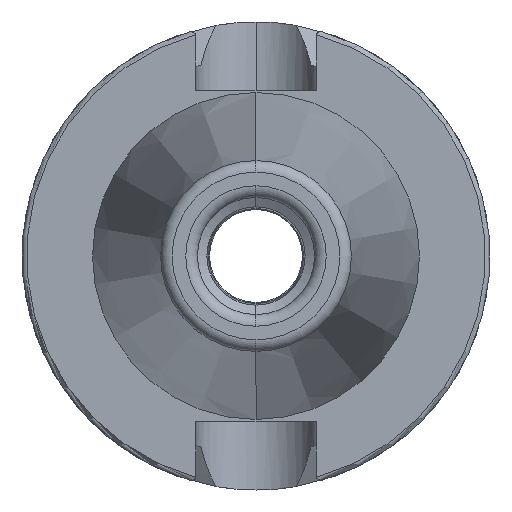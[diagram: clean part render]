
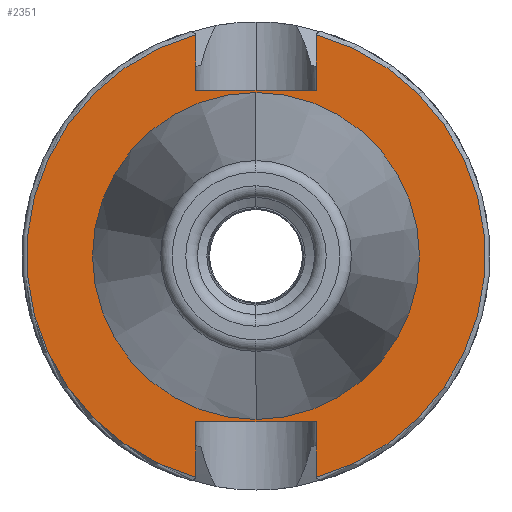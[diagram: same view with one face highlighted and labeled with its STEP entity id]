
A CAD part, left-side view. The second image highlights one B-rep face of the part: STEP entity #2351.
In plain terms, the highlighted planar face has unit normal (-1, 0, 0).
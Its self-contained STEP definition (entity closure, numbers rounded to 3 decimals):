
#20 = DIRECTION ( 'NONE',  ( 0., -1., 0. ) ) ;
#65 = CARTESIAN_POINT ( 'NONE',  ( 3., 0., 0. ) ) ;
#78 = DIRECTION ( 'NONE',  ( 1., 0., 0. ) ) ;
#81 = DIRECTION ( 'NONE',  ( 0., 0., -1. ) ) ;
#107 = CARTESIAN_POINT ( 'NONE',  ( 3., 0., 0. ) ) ;
#110 = DIRECTION ( 'NONE',  ( 1., 0., 0. ) ) ;
#114 = DIRECTION ( 'NONE',  ( 0., 0., -1. ) ) ;
#290 = VERTEX_POINT ( 'NONE', #670 ) ;
#364 = DIRECTION ( 'NONE',  ( 0., 0., 1. ) ) ;
#380 = AXIS2_PLACEMENT_3D ( 'NONE', #107, #110, #114 ) ;
#382 = DIRECTION ( 'NONE',  ( -1., 0., 0. ) ) ;
#395 = PLANE ( 'NONE',  #1383 ) ;
#407 = AXIS2_PLACEMENT_3D ( 'NONE', #65, #78, #81 ) ;
#431 = AXIS2_PLACEMENT_3D ( 'NONE', #1806, #1842, #2853 ) ;
#509 = VERTEX_POINT ( 'NONE', #2055 ) ;
#561 = CARTESIAN_POINT ( 'NONE',  ( 3., 0., 34.925 ) ) ;
#570 = EDGE_CURVE ( 'NONE', #2530, #2988, #1912, .T. ) ;
#585 = CARTESIAN_POINT ( 'NONE',  ( 3., -12.85, -35.4 ) ) ;
#593 = DIRECTION ( 'NONE',  ( 0., 0., -1. ) ) ;
#633 = CARTESIAN_POINT ( 'NONE',  ( 3., 12.85, 47.285 ) ) ;
#638 = EDGE_CURVE ( 'NONE', #1117, #2988, #1910, .T. ) ;
#670 = CARTESIAN_POINT ( 'NONE',  ( 3., -12.85, 35.4 ) ) ;
#680 = CARTESIAN_POINT ( 'NONE',  ( 3., 49., 0. ) ) ;
#685 = CARTESIAN_POINT ( 'NONE',  ( 3., 12.85, -47.285 ) ) ;
#686 = EDGE_CURVE ( 'NONE', #290, #1117, #1880, .T. ) ;
#702 = EDGE_CURVE ( 'NONE', #2308, #290, #1869, .T. ) ;
#855 = EDGE_CURVE ( 'NONE', #2308, #2224, #1827, .T. ) ;
#909 = AXIS2_PLACEMENT_3D ( 'NONE', #2920, #2926, #2929 ) ;
#1078 = ORIENTED_EDGE ( 'NONE', *, *, #1183, .F. ) ;
#1081 = ORIENTED_EDGE ( 'NONE', *, *, #1140, .F. ) ;
#1104 = ORIENTED_EDGE ( 'NONE', *, *, #855, .T. ) ;
#1115 = ORIENTED_EDGE ( 'NONE', *, *, #702, .F. ) ;
#1117 = VERTEX_POINT ( 'NONE', #1392 ) ;
#1122 = ORIENTED_EDGE ( 'NONE', *, *, #686, .F. ) ;
#1126 = ORIENTED_EDGE ( 'NONE', *, *, #638, .F. ) ;
#1129 = ORIENTED_EDGE ( 'NONE', *, *, #570, .T. ) ;
#1140 = EDGE_CURVE ( 'NONE', #2129, #2224, #1764, .T. ) ;
#1151 = ORIENTED_EDGE ( 'NONE', *, *, #1204, .T. ) ;
#1154 = ORIENTED_EDGE ( 'NONE', *, *, #1223, .T. ) ;
#1183 = EDGE_CURVE ( 'NONE', #509, #2129, #1766, .T. ) ;
#1204 = EDGE_CURVE ( 'NONE', #509, #2530, #1739, .T. ) ;
#1210 = EDGE_CURVE ( 'NONE', #2501, #2964, #1760, .T. ) ;
#1223 = EDGE_CURVE ( 'NONE', #2964, #2501, #1723, .T. ) ;
#1278 = FACE_OUTER_BOUND ( 'NONE', #1968, .T. ) ;
#1295 = FACE_BOUND ( 'NONE', #2109, .T. ) ;
#1383 = AXIS2_PLACEMENT_3D ( 'NONE', #680, #382, #364 ) ;
#1392 = CARTESIAN_POINT ( 'NONE',  ( 3., -12.85, 47.285 ) ) ;
#1556 = DIRECTION ( 'NONE',  ( 0., 0., 1. ) ) ;
#1690 = CARTESIAN_POINT ( 'NONE',  ( 3., 12.85, 35.4 ) ) ;
#1723 = CIRCLE ( 'NONE', #380, 34.925 ) ;
#1726 = VECTOR ( 'NONE', #20, 1000. ) ;
#1739 = LINE ( 'NONE', #585, #1726 ) ;
#1754 = VECTOR ( 'NONE', #593, 1000. ) ;
#1760 = CIRCLE ( 'NONE', #407, 34.925 ) ;
#1764 = CIRCLE ( 'NONE', #431, 49. ) ;
#1766 = LINE ( 'NONE', #2908, #1754 ) ;
#1791 = CARTESIAN_POINT ( 'NONE',  ( 3., 12.85, 35.4 ) ) ;
#1806 = CARTESIAN_POINT ( 'NONE',  ( 3., 0., 0. ) ) ;
#1819 = VECTOR ( 'NONE', #1556, 1000. ) ;
#1827 = LINE ( 'NONE', #1791, #1819 ) ;
#1842 = DIRECTION ( 'NONE',  ( 1., 0., 0. ) ) ;
#1861 = VECTOR ( 'NONE', #2998, 1000. ) ;
#1869 = LINE ( 'NONE', #2936, #1861 ) ;
#1870 = VECTOR ( 'NONE', #3022, 1000. ) ;
#1880 = LINE ( 'NONE', #3016, #1870 ) ;
#1907 = VECTOR ( 'NONE', #2508, 1000. ) ;
#1910 = CIRCLE ( 'NONE', #909, 49. ) ;
#1912 = LINE ( 'NONE', #2380, #1907 ) ;
#1968 = EDGE_LOOP ( 'NONE', ( #1151, #1129, #1126, #1122, #1115, #1104, #1081, #1078 ) ) ;
#2055 = CARTESIAN_POINT ( 'NONE',  ( 3., 12.85, -35.4 ) ) ;
#2109 = EDGE_LOOP ( 'NONE', ( #1154, #2778 ) ) ;
#2129 = VERTEX_POINT ( 'NONE', #685 ) ;
#2224 = VERTEX_POINT ( 'NONE', #633 ) ;
#2308 = VERTEX_POINT ( 'NONE', #1690 ) ;
#2321 = CARTESIAN_POINT ( 'NONE',  ( 3., -12.85, -47.285 ) ) ;
#2351 = ADVANCED_FACE ( 'NONE', ( #1295, #1278 ), #395, .T. ) ;
#2380 = CARTESIAN_POINT ( 'NONE',  ( 3., -12.85, -35.4 ) ) ;
#2501 = VERTEX_POINT ( 'NONE', #561 ) ;
#2508 = DIRECTION ( 'NONE',  ( 0., 0., -1. ) ) ;
#2530 = VERTEX_POINT ( 'NONE', #3088 ) ;
#2735 = CARTESIAN_POINT ( 'NONE',  ( 3., 0., -34.925 ) ) ;
#2778 = ORIENTED_EDGE ( 'NONE', *, *, #1210, .T. ) ;
#2853 = DIRECTION ( 'NONE',  ( 0., 0., -1. ) ) ;
#2908 = CARTESIAN_POINT ( 'NONE',  ( 3., 12.85, -35.4 ) ) ;
#2920 = CARTESIAN_POINT ( 'NONE',  ( 3., 0., 0. ) ) ;
#2926 = DIRECTION ( 'NONE',  ( 1., 0., 0. ) ) ;
#2929 = DIRECTION ( 'NONE',  ( 0., 0., -1. ) ) ;
#2936 = CARTESIAN_POINT ( 'NONE',  ( 3., -12.85, 35.4 ) ) ;
#2964 = VERTEX_POINT ( 'NONE', #2735 ) ;
#2988 = VERTEX_POINT ( 'NONE', #2321 ) ;
#2998 = DIRECTION ( 'NONE',  ( 0., -1., 0. ) ) ;
#3016 = CARTESIAN_POINT ( 'NONE',  ( 3., -12.85, 35.4 ) ) ;
#3022 = DIRECTION ( 'NONE',  ( 0., 0., 1. ) ) ;
#3088 = CARTESIAN_POINT ( 'NONE',  ( 3., -12.85, -35.4 ) ) ;
